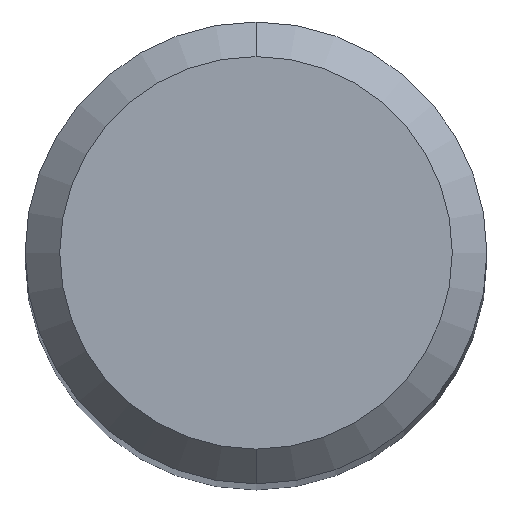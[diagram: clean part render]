
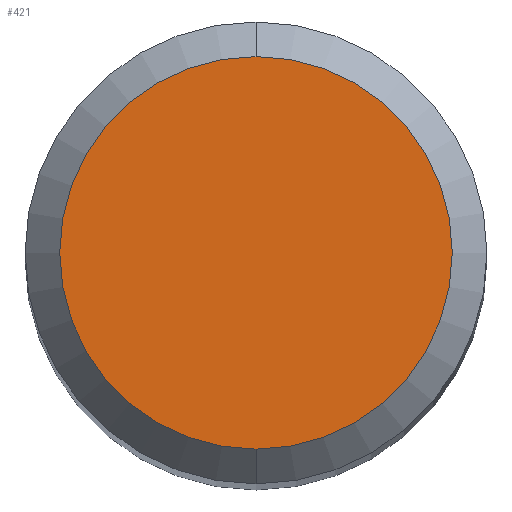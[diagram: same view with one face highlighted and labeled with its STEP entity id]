
A CAD part, top view. The second image highlights one B-rep face of the part: STEP entity #421.
In plain terms, the highlighted planar face has unit normal (0, 0, 1).
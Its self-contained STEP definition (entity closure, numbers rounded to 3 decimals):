
#177=VERTEX_POINT('',#470);
#257=VERTEX_POINT('',#558);
#263=EDGE_CURVE('',#177,#257,#564,.T.);
#397=EDGE_CURVE('',#257,#177,#711,.T.);
#421=ADVANCED_FACE('',(#738),#739,.T.);
#470=CARTESIAN_POINT('',(0.,-1.7,29.827));
#558=CARTESIAN_POINT('',(0.0,1.7,29.827));
#564=CIRCLE('',#972,1.7);
#711=CIRCLE('',#1307,1.7);
#738=FACE_OUTER_BOUND('',#1386,.T.);
#739=PLANE('',#1387);
#972=AXIS2_PLACEMENT_3D('',#1561,#1562,#1563);
#1307=AXIS2_PLACEMENT_3D('',#1711,#1712,#1713);
#1386=EDGE_LOOP('',(#1743,#1744));
#1387=AXIS2_PLACEMENT_3D('',#1745,#1746,#1747);
#1561=CARTESIAN_POINT('',(0.0,0.0,29.827));
#1562=DIRECTION('',(0.0,0.0,-1.0));
#1563=DIRECTION('',(0.0,1.0,0.0));
#1711=CARTESIAN_POINT('',(0.0,0.0,29.827));
#1712=DIRECTION('',(0.0,0.0,-1.0));
#1713=DIRECTION('',(0.0,1.0,0.0));
#1743=ORIENTED_EDGE('',*,*,#397,.F.);
#1744=ORIENTED_EDGE('',*,*,#263,.F.);
#1745=CARTESIAN_POINT('',(0.0,0.85,29.827));
#1746=DIRECTION('',(-0.0,0.0,1.0));
#1747=DIRECTION('',(0.0,-1.0,0.0));
